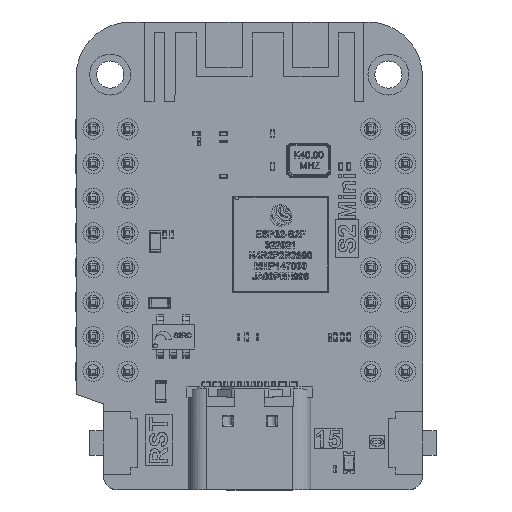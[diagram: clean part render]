
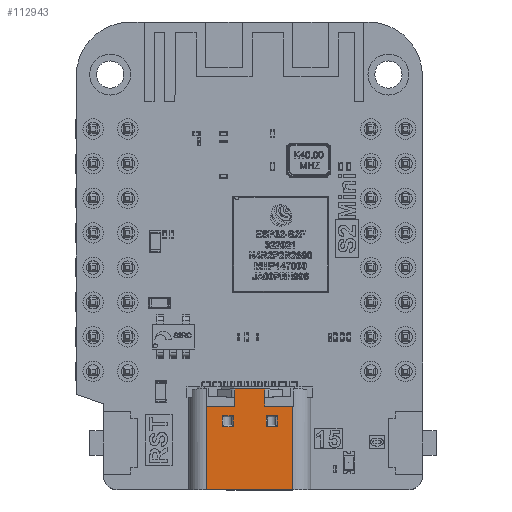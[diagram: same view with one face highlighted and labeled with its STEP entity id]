
A CAD part, top view. The second image highlights one B-rep face of the part: STEP entity #112943.
In plain terms, the highlighted face is planar.
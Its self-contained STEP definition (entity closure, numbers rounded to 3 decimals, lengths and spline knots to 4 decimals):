
#12791=FACE_BOUND('',#19678,.T.);
#12792=FACE_BOUND('',#19679,.T.);
#13185=FACE_OUTER_BOUND('',#19677,.T.);
#19677=EDGE_LOOP('',(#74043,#74044,#74045,#74046,#74047,#74048,#74049,#74050,
#74051,#74052));
#19678=EDGE_LOOP('',(#74053,#74054,#74055,#74056));
#19679=EDGE_LOOP('',(#74057,#74058,#74059,#74060));
#26563=LINE('',#142177,#35932);
#26564=LINE('',#142179,#35933);
#26565=LINE('',#142181,#35934);
#26566=LINE('',#142183,#35935);
#26567=LINE('',#142185,#35936);
#26568=LINE('',#142187,#35937);
#26569=LINE('',#142189,#35938);
#26570=LINE('',#142191,#35939);
#26571=LINE('',#142193,#35940);
#26572=LINE('',#142194,#35941);
#26573=LINE('',#142197,#35942);
#26574=LINE('',#142199,#35943);
#26575=LINE('',#142201,#35944);
#26576=LINE('',#142202,#35945);
#26577=LINE('',#142205,#35946);
#26578=LINE('',#142207,#35947);
#26579=LINE('',#142209,#35948);
#26580=LINE('',#142210,#35949);
#35932=VECTOR('',#124252,1.);
#35933=VECTOR('',#124253,1.);
#35934=VECTOR('',#124254,1.);
#35935=VECTOR('',#124255,1.);
#35936=VECTOR('',#124256,1.);
#35937=VECTOR('',#124257,1.);
#35938=VECTOR('',#124258,1.);
#35939=VECTOR('',#124259,1.);
#35940=VECTOR('',#124260,1.);
#35941=VECTOR('',#124261,1.);
#35942=VECTOR('',#124262,1.);
#35943=VECTOR('',#124263,1.);
#35944=VECTOR('',#124264,1.);
#35945=VECTOR('',#124265,1.);
#35946=VECTOR('',#124266,1.);
#35947=VECTOR('',#124267,1.);
#35948=VECTOR('',#124268,1.);
#35949=VECTOR('',#124269,1.);
#45301=VERTEX_POINT('',#142175);
#45302=VERTEX_POINT('',#142176);
#45303=VERTEX_POINT('',#142178);
#45304=VERTEX_POINT('',#142180);
#45305=VERTEX_POINT('',#142182);
#45306=VERTEX_POINT('',#142184);
#45307=VERTEX_POINT('',#142186);
#45308=VERTEX_POINT('',#142188);
#45309=VERTEX_POINT('',#142190);
#45310=VERTEX_POINT('',#142192);
#45311=VERTEX_POINT('',#142195);
#45312=VERTEX_POINT('',#142196);
#45313=VERTEX_POINT('',#142198);
#45314=VERTEX_POINT('',#142200);
#45315=VERTEX_POINT('',#142203);
#45316=VERTEX_POINT('',#142204);
#45317=VERTEX_POINT('',#142206);
#45318=VERTEX_POINT('',#142208);
#56709=EDGE_CURVE('',#45301,#45302,#26563,.T.);
#56710=EDGE_CURVE('',#45301,#45303,#26564,.T.);
#56711=EDGE_CURVE('',#45303,#45304,#26565,.T.);
#56712=EDGE_CURVE('',#45304,#45305,#26566,.T.);
#56713=EDGE_CURVE('',#45305,#45306,#26567,.T.);
#56714=EDGE_CURVE('',#45307,#45306,#26568,.T.);
#56715=EDGE_CURVE('',#45307,#45308,#26569,.T.);
#56716=EDGE_CURVE('',#45308,#45309,#26570,.T.);
#56717=EDGE_CURVE('',#45309,#45310,#26571,.T.);
#56718=EDGE_CURVE('',#45310,#45302,#26572,.T.);
#56719=EDGE_CURVE('',#45311,#45312,#26573,.F.);
#56720=EDGE_CURVE('',#45313,#45312,#26574,.T.);
#56721=EDGE_CURVE('',#45313,#45314,#26575,.F.);
#56722=EDGE_CURVE('',#45314,#45311,#26576,.T.);
#56723=EDGE_CURVE('',#45315,#45316,#26577,.F.);
#56724=EDGE_CURVE('',#45316,#45317,#26578,.T.);
#56725=EDGE_CURVE('',#45317,#45318,#26579,.F.);
#56726=EDGE_CURVE('',#45315,#45318,#26580,.T.);
#74043=ORIENTED_EDGE('',*,*,#56709,.F.);
#74044=ORIENTED_EDGE('',*,*,#56710,.T.);
#74045=ORIENTED_EDGE('',*,*,#56711,.T.);
#74046=ORIENTED_EDGE('',*,*,#56712,.T.);
#74047=ORIENTED_EDGE('',*,*,#56713,.T.);
#74048=ORIENTED_EDGE('',*,*,#56714,.F.);
#74049=ORIENTED_EDGE('',*,*,#56715,.T.);
#74050=ORIENTED_EDGE('',*,*,#56716,.T.);
#74051=ORIENTED_EDGE('',*,*,#56717,.T.);
#74052=ORIENTED_EDGE('',*,*,#56718,.T.);
#74053=ORIENTED_EDGE('',*,*,#56719,.T.);
#74054=ORIENTED_EDGE('',*,*,#56720,.F.);
#74055=ORIENTED_EDGE('',*,*,#56721,.T.);
#74056=ORIENTED_EDGE('',*,*,#56722,.T.);
#74057=ORIENTED_EDGE('',*,*,#56723,.T.);
#74058=ORIENTED_EDGE('',*,*,#56724,.T.);
#74059=ORIENTED_EDGE('',*,*,#56725,.T.);
#74060=ORIENTED_EDGE('',*,*,#56726,.F.);
#108711=PLANE('',#119968);
#112943=ADVANCED_FACE('',(#13185,#12791,#12792),#108711,.T.);
#119968=AXIS2_PLACEMENT_3D('',#142174,#124250,#124251);
#124250=DIRECTION('center_axis',(0.,1.,0.));
#124251=DIRECTION('ref_axis',(0.,0.,
-1.));
#124252=DIRECTION('',(0.,0.,1.));
#124253=DIRECTION('',(0.,0.,-1.));
#124254=DIRECTION('',(1.,0.,0.));
#124255=DIRECTION('',(0.,0.,-1.));
#124256=DIRECTION('',(-1.,0.,0.));
#124257=DIRECTION('',(0.,0.,-1.));
#124258=DIRECTION('',(1.,0.,0.));
#124259=DIRECTION('',(0.,0.,1.));
#124260=DIRECTION('',(0.,0.,1.));
#124261=DIRECTION('',(1.,0.,0.));
#124262=DIRECTION('',(-1.,0.,0.));
#124263=DIRECTION('',(0.,0.,-1.));
#124264=DIRECTION('',(1.,0.,0.));
#124265=DIRECTION('',(0.,0.,-1.));
#124266=DIRECTION('',(1.,0.,0.));
#124267=DIRECTION('',(0.,0.,-1.));
#124268=DIRECTION('',(-1.,0.,0.));
#124269=DIRECTION('',(0.,0.,-1.));
#142174=CARTESIAN_POINT('Origin',(0.,3.2,0.));
#142175=CARTESIAN_POINT('',(1.1,3.2,0.4));
#142176=CARTESIAN_POINT('',(1.1,3.2,1.05));
#142177=CARTESIAN_POINT('',(1.1,3.2,0.4));
#142178=CARTESIAN_POINT('',(1.1,3.2,-0.2));
#142179=CARTESIAN_POINT('',(1.1,3.2,0.4));
#142180=CARTESIAN_POINT('',(3.17,3.2,-0.2));
#142181=CARTESIAN_POINT('',(1.1,3.2,-0.2));
#142182=CARTESIAN_POINT('',(3.17,3.2,-6.35));
#142183=CARTESIAN_POINT('',(3.17,3.2,-0.2));
#142184=CARTESIAN_POINT('',(-3.17,3.2,-6.35));
#142185=CARTESIAN_POINT('',(3.17,3.2,-6.35));
#142186=CARTESIAN_POINT('',(-3.17,3.2,-0.2));
#142187=CARTESIAN_POINT('',(-3.17,3.2,-0.2));
#142188=CARTESIAN_POINT('',(-1.1,3.2,-0.2));
#142189=CARTESIAN_POINT('',(-3.17,3.2,-0.2));
#142190=CARTESIAN_POINT('',(-1.1,3.2,0.4));
#142191=CARTESIAN_POINT('',(-1.1,3.2,-0.2));
#142192=CARTESIAN_POINT('',(-1.1,3.2,1.05));
#142193=CARTESIAN_POINT('',(-1.1,3.2,0.4));
#142194=CARTESIAN_POINT('',(-1.1,3.2,1.05));
#142195=CARTESIAN_POINT('',(-2.,3.2,-1.7));
#142196=CARTESIAN_POINT('',(-1.2,3.2,-1.7));
#142197=CARTESIAN_POINT('',(-1.2,3.2,-1.7));
#142198=CARTESIAN_POINT('',(-1.2,3.2,-0.9));
#142199=CARTESIAN_POINT('',(-1.2,3.2,-0.9));
#142200=CARTESIAN_POINT('',(-2.,3.2,-0.9));
#142201=CARTESIAN_POINT('',(-2.,3.2,-0.9));
#142202=CARTESIAN_POINT('',(-2.,3.2,-0.9));
#142203=CARTESIAN_POINT('',(2.,3.2,-0.9));
#142204=CARTESIAN_POINT('',(1.2,3.2,-0.9));
#142205=CARTESIAN_POINT('',(1.2,3.2,-0.9));
#142206=CARTESIAN_POINT('',(1.2,3.2,-1.7));
#142207=CARTESIAN_POINT('',(1.2,3.2,-0.9));
#142208=CARTESIAN_POINT('',(2.,3.2,-1.7));
#142209=CARTESIAN_POINT('',(2.,3.2,-1.7));
#142210=CARTESIAN_POINT('',(2.,3.2,-0.9));
